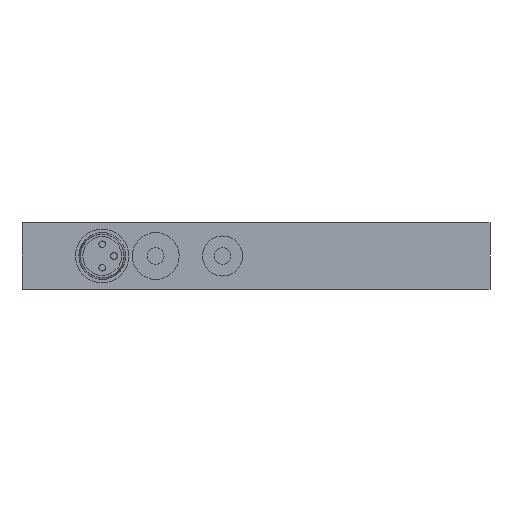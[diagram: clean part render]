
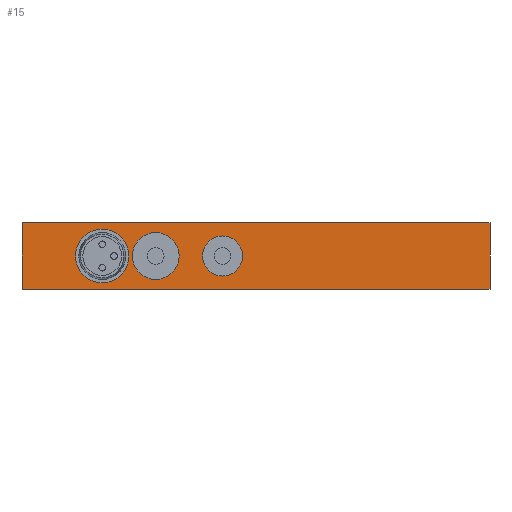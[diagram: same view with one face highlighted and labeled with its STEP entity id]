
A CAD part, left-side view. The second image highlights one B-rep face of the part: STEP entity #15.
In plain terms, the highlighted planar face has unit normal (-1, 0, 0).
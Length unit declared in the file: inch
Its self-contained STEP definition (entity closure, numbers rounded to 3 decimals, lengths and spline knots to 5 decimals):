
#4 = VECTOR ( 'NONE', #2741, 39.37008 ) ;
#5 = VERTEX_POINT ( 'NONE', #1953 ) ;
#15 = ADVANCED_FACE ( 'NONE', ( #1257, #780, #1720, #89 ), #1756, .T. ) ;
#44 = VERTEX_POINT ( 'NONE', #2025 ) ;
#56 = CARTESIAN_POINT ( 'NONE',  ( -1.23858, 0.19736, 0.19685 ) ) ;
#89 = FACE_BOUND ( 'NONE', #2764, .T. ) ;
#133 = ORIENTED_EDGE ( 'NONE', *, *, #2271, .T. ) ;
#267 = DIRECTION ( 'NONE',  ( 0., 0., 1. ) ) ;
#343 = LINE ( 'NONE', #871, #4 ) ;
#411 = CIRCLE ( 'NONE', #2910, 0.11811 ) ;
#463 = CARTESIAN_POINT ( 'NONE',  ( -1.23858, -0.19634, 0.07874 ) ) ;
#471 = ORIENTED_EDGE ( 'NONE', *, *, #2925, .F. ) ;
#502 = CIRCLE ( 'NONE', #3006, 0.1378 ) ;
#526 = DIRECTION ( 'NONE',  ( 0., 0., 1. ) ) ;
#544 = VERTEX_POINT ( 'NONE', #810 ) ;
#559 = EDGE_CURVE ( 'NONE', #1370, #1370, #411, .T. ) ;
#579 = CARTESIAN_POINT ( 'NONE',  ( -1.23858, -1.77114, 0. ) ) ;
#580 = DIRECTION ( 'NONE',  ( 1., 0., 0. ) ) ;
#627 = LINE ( 'NONE', #830, #1015 ) ;
#772 = ORIENTED_EDGE ( 'NONE', *, *, #559, .T. ) ;
#780 = FACE_BOUND ( 'NONE', #2600, .T. ) ;
#796 = VERTEX_POINT ( 'NONE', #2129 ) ;
#810 = CARTESIAN_POINT ( 'NONE',  ( -1.23858, 0.19736, 0.05906 ) ) ;
#830 = CARTESIAN_POINT ( 'NONE',  ( -1.23858, -1.77114, 0.3937 ) ) ;
#871 = CARTESIAN_POINT ( 'NONE',  ( -1.23858, -0.39319, 0. ) ) ;
#967 = DIRECTION ( 'NONE',  ( 0., 0., -1. ) ) ;
#1015 = VECTOR ( 'NONE', #2717, 39.37008 ) ;
#1022 = ORIENTED_EDGE ( 'NONE', *, *, #2042, .T. ) ;
#1028 = CIRCLE ( 'NONE', #2495, 0.1378 ) ;
#1127 = VECTOR ( 'NONE', #526, 39.37008 ) ;
#1163 = CARTESIAN_POINT ( 'NONE',  ( -1.23858, -1.77114, 0. ) ) ;
#1202 = ORIENTED_EDGE ( 'NONE', *, *, #2449, .F. ) ;
#1246 = DIRECTION ( 'NONE',  ( 1., 0., 0. ) ) ;
#1254 = EDGE_CURVE ( 'NONE', #2908, #2908, #1028, .T. ) ;
#1257 = FACE_OUTER_BOUND ( 'NONE', #2118, .T. ) ;
#1370 = VERTEX_POINT ( 'NONE', #463 ) ;
#1394 = LINE ( 'NONE', #1163, #1127 ) ;
#1520 = DIRECTION ( 'NONE',  ( -1., 0., 0. ) ) ;
#1589 = CARTESIAN_POINT ( 'NONE',  ( -1.23858, 0.98476, 0. ) ) ;
#1720 = FACE_BOUND ( 'NONE', #2789, .T. ) ;
#1745 = CARTESIAN_POINT ( 'NONE',  ( -1.23858, 0.51232, 0.19685 ) ) ;
#1756 = PLANE ( 'NONE',  #2464 ) ;
#1787 = DIRECTION ( 'NONE',  ( 0., 0., -1. ) ) ;
#1825 = EDGE_CURVE ( 'NONE', #5, #2919, #627, .T. ) ;
#1953 = CARTESIAN_POINT ( 'NONE',  ( -1.23858, -1.77114, 0.3937 ) ) ;
#1974 = DIRECTION ( 'NONE',  ( 0., 0., -1. ) ) ;
#2018 = CARTESIAN_POINT ( 'NONE',  ( -1.23858, 0.98476, 0.3937 ) ) ;
#2025 = CARTESIAN_POINT ( 'NONE',  ( -1.23858, 0.98476, 0. ) ) ;
#2042 = EDGE_CURVE ( 'NONE', #544, #544, #502, .T. ) ;
#2114 = VECTOR ( 'NONE', #267, 39.37008 ) ;
#2118 = EDGE_LOOP ( 'NONE', ( #2707, #471, #1202, #133 ) ) ;
#2129 = CARTESIAN_POINT ( 'NONE',  ( -1.23858, -1.77114, 0. ) ) ;
#2224 = ORIENTED_EDGE ( 'NONE', *, *, #1254, .T. ) ;
#2271 = EDGE_CURVE ( 'NONE', #796, #5, #1394, .T. ) ;
#2383 = DIRECTION ( 'NONE',  ( 1., 0., 0. ) ) ;
#2449 = EDGE_CURVE ( 'NONE', #796, #44, #343, .T. ) ;
#2464 = AXIS2_PLACEMENT_3D ( 'NONE', #579, #1520, #2648 ) ;
#2495 = AXIS2_PLACEMENT_3D ( 'NONE', #1745, #1246, #1974 ) ;
#2515 = LINE ( 'NONE', #1589, #2114 ) ;
#2600 = EDGE_LOOP ( 'NONE', ( #1022 ) ) ;
#2648 = DIRECTION ( 'NONE',  ( 0., 0., 1. ) ) ;
#2707 = ORIENTED_EDGE ( 'NONE', *, *, #1825, .T. ) ;
#2717 = DIRECTION ( 'NONE',  ( 0., 1., 0. ) ) ;
#2731 = CARTESIAN_POINT ( 'NONE',  ( -1.23858, -0.19634, 0.19685 ) ) ;
#2741 = DIRECTION ( 'NONE',  ( 0., 1., 0. ) ) ;
#2764 = EDGE_LOOP ( 'NONE', ( #2224 ) ) ;
#2789 = EDGE_LOOP ( 'NONE', ( #772 ) ) ;
#2894 = CARTESIAN_POINT ( 'NONE',  ( -1.23858, 0.51232, 0.05906 ) ) ;
#2908 = VERTEX_POINT ( 'NONE', #2894 ) ;
#2910 = AXIS2_PLACEMENT_3D ( 'NONE', #2731, #580, #1787 ) ;
#2919 = VERTEX_POINT ( 'NONE', #2018 ) ;
#2925 = EDGE_CURVE ( 'NONE', #44, #2919, #2515, .T. ) ;
#3006 = AXIS2_PLACEMENT_3D ( 'NONE', #56, #2383, #967 ) ;
